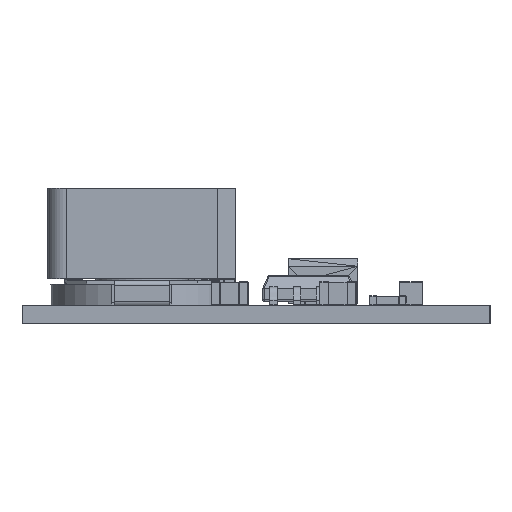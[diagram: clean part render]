
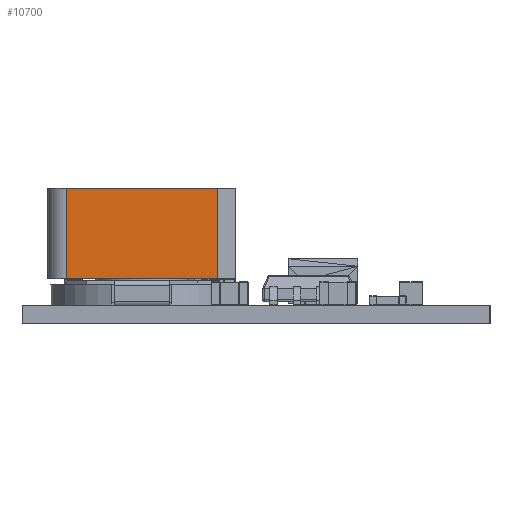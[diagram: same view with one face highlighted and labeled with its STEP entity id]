
A CAD part, left-side view. The second image highlights one B-rep face of the part: STEP entity #10700.
In plain terms, the highlighted face is planar.
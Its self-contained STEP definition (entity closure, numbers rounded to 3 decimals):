
#10176 = VERTEX_POINT('',#10177);
#10177 = CARTESIAN_POINT('',(-4.1,5.1,1.45));
#10183 = EDGE_CURVE('',#10184,#10176,#10186,.T.);
#10184 = VERTEX_POINT('',#10185);
#10185 = CARTESIAN_POINT('',(4.1,5.1,1.45));
#10186 = LINE('',#10187,#10188);
#10187 = CARTESIAN_POINT('',(5.1,5.1,1.45));
#10188 = VECTOR('',#10189,1.);
#10189 = DIRECTION('',(-1.,0.,0.));
#10612 = EDGE_CURVE('',#10613,#10615,#10617,.T.);
#10613 = VERTEX_POINT('',#10614);
#10614 = CARTESIAN_POINT('',(4.1,5.1,6.35));
#10615 = VERTEX_POINT('',#10616);
#10616 = CARTESIAN_POINT('',(-4.1,5.1,6.35));
#10617 = LINE('',#10618,#10619);
#10618 = CARTESIAN_POINT('',(5.1,5.1,6.35));
#10619 = VECTOR('',#10620,1.);
#10620 = DIRECTION('',(-1.,0.,0.));
#10671 = EDGE_CURVE('',#10176,#10615,#10672,.T.);
#10672 = LINE('',#10673,#10674);
#10673 = CARTESIAN_POINT('',(-4.1,5.1,6.35));
#10674 = VECTOR('',#10675,1.);
#10675 = DIRECTION('',(0.,0.,1.));
#10700 = ADVANCED_FACE('',(#10701),#10712,.F.);
#10701 = FACE_BOUND('',#10702,.T.);
#10702 = EDGE_LOOP('',(#10703,#10704,#10705,#10706));
#10703 = ORIENTED_EDGE('',*,*,#10183,.T.);
#10704 = ORIENTED_EDGE('',*,*,#10671,.T.);
#10705 = ORIENTED_EDGE('',*,*,#10612,.F.);
#10706 = ORIENTED_EDGE('',*,*,#10707,.T.);
#10707 = EDGE_CURVE('',#10613,#10184,#10708,.T.);
#10708 = LINE('',#10709,#10710);
#10709 = CARTESIAN_POINT('',(4.1,5.1,6.35));
#10710 = VECTOR('',#10711,1.);
#10711 = DIRECTION('',(0.,0.,-1.));
#10712 = PLANE('',#10713);
#10713 = AXIS2_PLACEMENT_3D('',#10714,#10715,#10716);
#10714 = CARTESIAN_POINT('',(5.1,5.1,6.35));
#10715 = DIRECTION('',(0.,-1.,0.));
#10716 = DIRECTION('',(1.,0.,0.));
